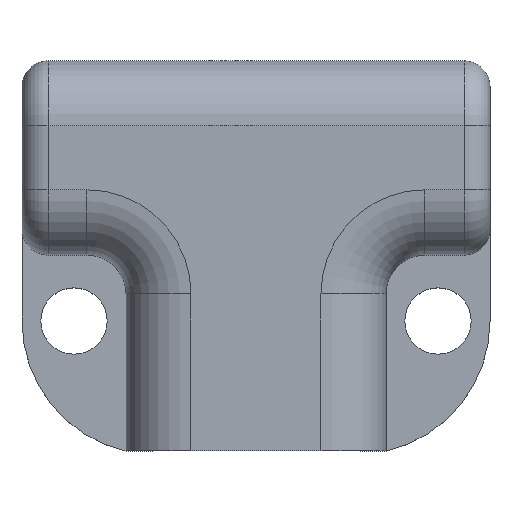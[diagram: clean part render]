
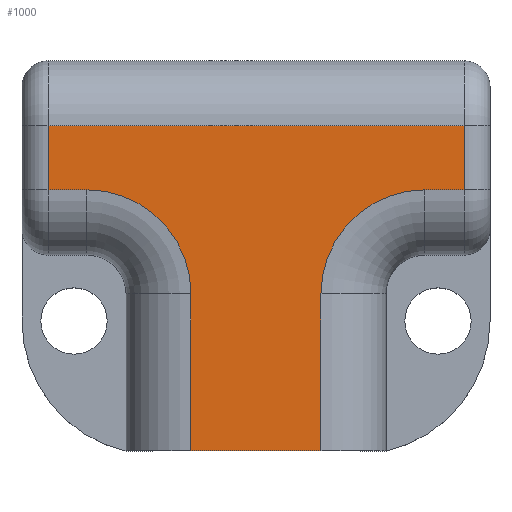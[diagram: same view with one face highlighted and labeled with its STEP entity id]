
A CAD part, top view. The second image highlights one B-rep face of the part: STEP entity #1000.
In plain terms, the highlighted planar face has unit normal (0, 0, 1).
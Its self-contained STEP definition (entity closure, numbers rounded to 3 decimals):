
#20=PLANE('',#1082);
#60=FACE_OUTER_BOUND('',#117,.T.);
#117=EDGE_LOOP('',(#696,#697,#698,#699,#700,#701,#702,#703,#704,#705));
#173=LINE('',#1512,#272);
#180=LINE('',#1534,#279);
#181=LINE('',#1538,#280);
#182=LINE('',#1540,#281);
#183=LINE('',#1542,#282);
#184=LINE('',#1546,#283);
#185=LINE('',#1548,#284);
#186=LINE('',#1550,#285);
#272=VECTOR('',#1195,10.);
#279=VECTOR('',#1218,10.);
#280=VECTOR('',#1223,10.);
#281=VECTOR('',#1224,10.);
#282=VECTOR('',#1225,10.);
#283=VECTOR('',#1228,10.);
#284=VECTOR('',#1229,10.);
#285=VECTOR('',#1230,10.);
#380=CIRCLE('',#1083,8.);
#381=CIRCLE('',#1084,8.);
#426=VERTEX_POINT('',#1504);
#428=VERTEX_POINT('',#1510);
#435=VERTEX_POINT('',#1533);
#436=VERTEX_POINT('',#1537);
#437=VERTEX_POINT('',#1539);
#438=VERTEX_POINT('',#1541);
#439=VERTEX_POINT('',#1543);
#440=VERTEX_POINT('',#1545);
#441=VERTEX_POINT('',#1547);
#442=VERTEX_POINT('',#1549);
#525=EDGE_CURVE('',#428,#426,#173,.T.);
#536=EDGE_CURVE('',#426,#435,#180,.T.);
#538=EDGE_CURVE('',#436,#428,#181,.T.);
#539=EDGE_CURVE('',#437,#436,#182,.T.);
#540=EDGE_CURVE('',#438,#437,#183,.T.);
#541=EDGE_CURVE('',#439,#438,#380,.T.);
#542=EDGE_CURVE('',#440,#439,#184,.T.);
#543=EDGE_CURVE('',#440,#441,#185,.T.);
#544=EDGE_CURVE('',#442,#441,#186,.T.);
#545=EDGE_CURVE('',#435,#442,#381,.T.);
#696=ORIENTED_EDGE('',*,*,#525,.F.);
#697=ORIENTED_EDGE('',*,*,#538,.F.);
#698=ORIENTED_EDGE('',*,*,#539,.F.);
#699=ORIENTED_EDGE('',*,*,#540,.F.);
#700=ORIENTED_EDGE('',*,*,#541,.F.);
#701=ORIENTED_EDGE('',*,*,#542,.F.);
#702=ORIENTED_EDGE('',*,*,#543,.T.);
#703=ORIENTED_EDGE('',*,*,#544,.F.);
#704=ORIENTED_EDGE('',*,*,#545,.F.);
#705=ORIENTED_EDGE('',*,*,#536,.F.);
#1000=ADVANCED_FACE('',(#60),#20,.T.);
#1082=AXIS2_PLACEMENT_3D('',#1536,#1221,#1222);
#1083=AXIS2_PLACEMENT_3D('',#1544,#1226,#1227);
#1084=AXIS2_PLACEMENT_3D('',#1551,#1231,#1232);
#1195=DIRECTION('',(0.,-1.,0.));
#1218=DIRECTION('',(-1.,0.,0.));
#1221=DIRECTION('center_axis',(0.,0.,1.));
#1222=DIRECTION('ref_axis',(1.,0.,0.));
#1223=DIRECTION('',(1.,0.,0.));
#1224=DIRECTION('',(0.,1.,0.));
#1225=DIRECTION('',(-1.,0.,0.));
#1226=DIRECTION('center_axis',(0.,0.,1.));
#1227=DIRECTION('ref_axis',(0.929,0.371,0.));
#1228=DIRECTION('',(0.,1.,0.));
#1229=DIRECTION('',(1.,0.,0.));
#1230=DIRECTION('',(0.,-1.,0.));
#1231=DIRECTION('center_axis',(0.,0.,1.));
#1232=DIRECTION('ref_axis',(-0.929,0.371,0.));
#1504=CARTESIAN_POINT('',(16.,5.071,15.));
#1510=CARTESIAN_POINT('',(16.,10.,15.));
#1512=CARTESIAN_POINT('',(16.,0.036,15.));
#1533=CARTESIAN_POINT('',(13.,5.071,15.));
#1534=CARTESIAN_POINT('',(5.,5.071,15.));
#1536=CARTESIAN_POINT('Origin',(0.,0.,
15.));
#1537=CARTESIAN_POINT('',(-16.,10.,15.));
#1538=CARTESIAN_POINT('',(9.,10.,15.));
#1539=CARTESIAN_POINT('',(-16.,5.071,15.));
#1540=CARTESIAN_POINT('',(-16.,7.5,15.));
#1541=CARTESIAN_POINT('',(-13.,5.071,15.));
#1542=CARTESIAN_POINT('',(-9.,5.071,15.));
#1543=CARTESIAN_POINT('',(-5.,-2.929,15.));
#1544=CARTESIAN_POINT('Origin',(-13.,-2.929,15.));
#1545=CARTESIAN_POINT('',(-5.,-15.,15.));
#1546=CARTESIAN_POINT('',(-5.,0.036,15.));
#1547=CARTESIAN_POINT('',(5.,-15.,15.));
#1548=CARTESIAN_POINT('',(-10.,-15.,15.));
#1549=CARTESIAN_POINT('',(5.,-2.929,15.));
#1550=CARTESIAN_POINT('',(5.,-7.5,15.));
#1551=CARTESIAN_POINT('Origin',(13.,-2.929,15.));
